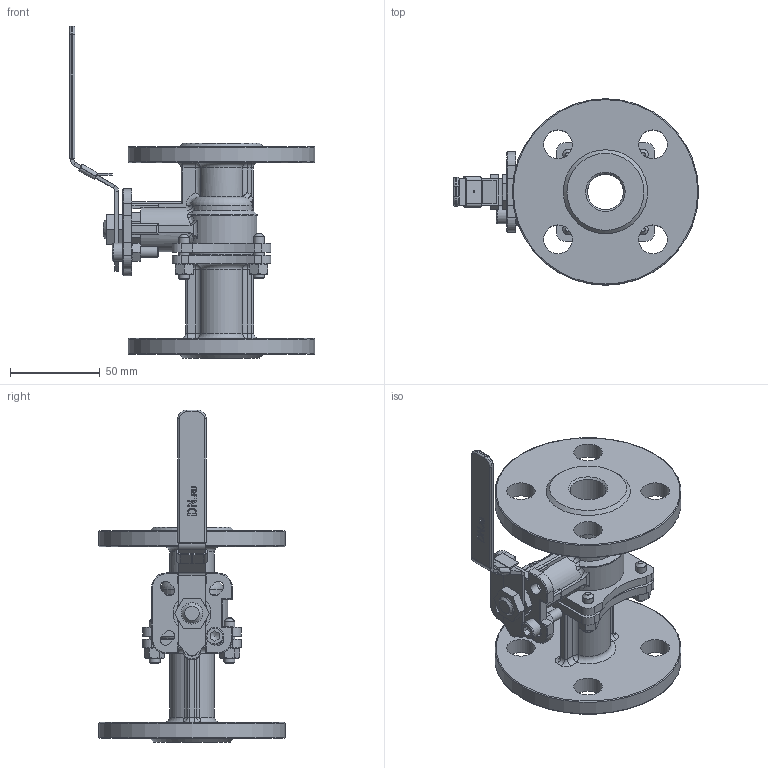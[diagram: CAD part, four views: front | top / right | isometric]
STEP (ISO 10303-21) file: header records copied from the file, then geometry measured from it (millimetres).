
FILE_DESCRIPTION(/* description */ (''),/* implementation_level */ '2;1');
FILE_NAME(/* name */ 'DN20_3D_STEP.stp',/* time_stamp */ '2023-12-14T14:06:44+03:00',/* author */ ('igorr'),/* organization */ (''),/* preprocessor_version */ 'ST-DEVELOPER v19.2',/* originating_system */ 'Autodesk Inventor 2023',/* authorisation */ '');
FILE_SCHEMA (('AUTOMOTIVE_DESIGN { 1 0 10303 214 3 1 1 }'));
Length unit declared in the file: millimetre
Products named in the file (14): Сборка; Деталь1; Деталь2; Деталь5; Деталь3; 4; Деталь7; Деталь6; AS 1421 - M6 x 25 засверленный 
конец; ANSI B18.2.4.2M - M6x1; AS 1420 - 1973 - M6 x 20; BS 3692 - M6; BS 4183 - M10; ANSI B18.2.4.2M - M10x1,5
Assembly tree (21 placements, depth 2):
  Сборка
    Деталь1
    Деталь2
    Деталь5
    Деталь3
    4  x2
    Деталь7
    Деталь6
    AS 1421 - M6 x 25 засверленный 
конец  x4
    ANSI B18.2.4.2M - M6x1  x4
    AS 1420 - 1973 - M6 x 20
    BS 3692 - M6
    BS 4183 - M10  x2
    ANSI B18.2.4.2M - M10x1,5
Bounding box: 136.91 x 104 x 185.36 mm (x, y, z)
Volume: 231424 mm3; surface area: 97690.8 mm2
Topology: 21 solids, 21 shells, 813 faces, 1933 edges, 1187 vertices
Faces by surface type: plane 387, cylinder 190, cone 112, bspline 68, torus 41, sphere 15
Full cylindrical faces by diameter (mm): 1 x1, 4.917 x5, 5 x1, 6 x14, 8 x1, 8.376 x3, 10 x1, 12 x1, 13 x2, 15 x2, 16 x8, 20 x5, 21.089 x2, 24 x4, 30 x1, 32 x2, 38 x2, 104 x2
Entity records: 22091 total; most frequent: CARTESIAN_POINT 5488, ORIENTED_EDGE 3250, DIRECTION 3177, EDGE_CURVE 1625, AXIS2_PLACEMENT_3D 1166, VERTEX_POINT 1011, LINE 845, VECTOR 845
